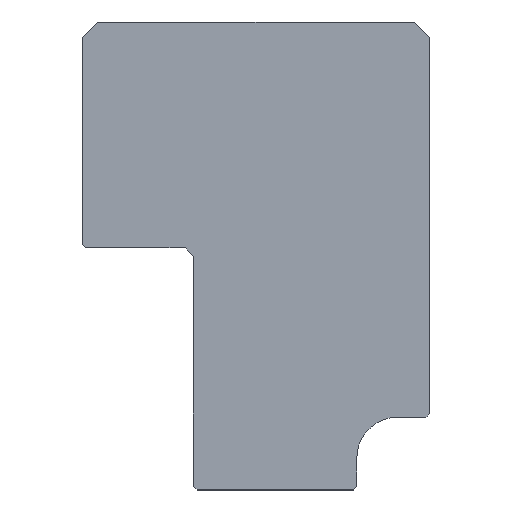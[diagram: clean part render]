
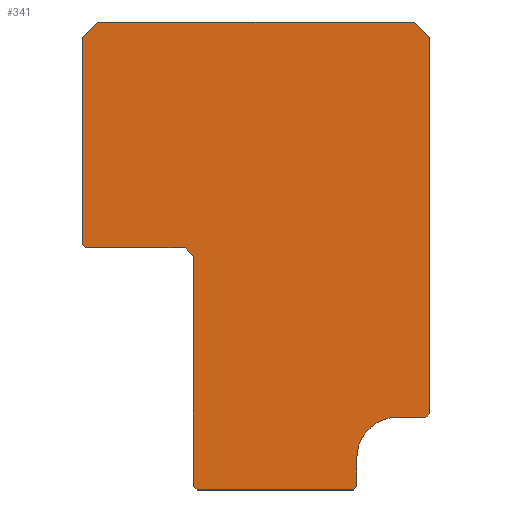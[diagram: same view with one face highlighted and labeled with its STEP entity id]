
A CAD part, top view. The second image highlights one B-rep face of the part: STEP entity #341.
In plain terms, the highlighted planar face has unit normal (0, 0, 1).
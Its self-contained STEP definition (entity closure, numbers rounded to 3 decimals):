
#16=CIRCLE('',#362,5.);
#20=FACE_OUTER_BOUND('',#38,.T.);
#38=EDGE_LOOP('',(#234,#235,#236,#237,#238,#239,#240,#241,#242,#243,#244,
#245,#246,#247,#248,#249));
#54=LINE('',#471,#100);
#58=LINE('',#479,#104);
#61=LINE('',#485,#107);
#62=LINE('',#489,#108);
#63=LINE('',#491,#109);
#64=LINE('',#493,#110);
#65=LINE('',#495,#111);
#66=LINE('',#497,#112);
#67=LINE('',#499,#113);
#68=LINE('',#501,#114);
#69=LINE('',#503,#115);
#70=LINE('',#505,#116);
#71=LINE('',#507,#117);
#72=LINE('',#509,#118);
#73=LINE('',#510,#119);
#100=VECTOR('',#383,10.);
#104=VECTOR('',#389,10.);
#107=VECTOR('',#394,10.);
#108=VECTOR('',#397,10.);
#109=VECTOR('',#398,10.);
#110=VECTOR('',#399,10.);
#111=VECTOR('',#400,10.);
#112=VECTOR('',#401,10.);
#113=VECTOR('',#402,10.);
#114=VECTOR('',#403,10.);
#115=VECTOR('',#404,10.);
#116=VECTOR('',#405,10.);
#117=VECTOR('',#406,10.);
#118=VECTOR('',#407,10.);
#119=VECTOR('',#408,10.);
#146=VERTEX_POINT('',#469);
#147=VERTEX_POINT('',#470);
#150=VERTEX_POINT('',#478);
#152=VERTEX_POINT('',#484);
#153=VERTEX_POINT('',#486);
#154=VERTEX_POINT('',#488);
#155=VERTEX_POINT('',#490);
#156=VERTEX_POINT('',#492);
#157=VERTEX_POINT('',#494);
#158=VERTEX_POINT('',#496);
#159=VERTEX_POINT('',#498);
#160=VERTEX_POINT('',#500);
#161=VERTEX_POINT('',#502);
#162=VERTEX_POINT('',#504);
#163=VERTEX_POINT('',#506);
#164=VERTEX_POINT('',#508);
#178=EDGE_CURVE('',#146,#147,#54,.F.);
#182=EDGE_CURVE('',#150,#147,#58,.T.);
#185=EDGE_CURVE('',#146,#152,#61,.T.);
#186=EDGE_CURVE('',#152,#153,#16,.T.);
#187=EDGE_CURVE('',#153,#154,#62,.T.);
#188=EDGE_CURVE('',#155,#154,#63,.F.);
#189=EDGE_CURVE('',#155,#156,#64,.T.);
#190=EDGE_CURVE('',#156,#157,#65,.T.);
#191=EDGE_CURVE('',#157,#158,#66,.T.);
#192=EDGE_CURVE('',#158,#159,#67,.T.);
#193=EDGE_CURVE('',#159,#160,#68,.T.);
#194=EDGE_CURVE('',#160,#161,#69,.T.);
#195=EDGE_CURVE('',#161,#162,#70,.T.);
#196=EDGE_CURVE('',#163,#162,#71,.F.);
#197=EDGE_CURVE('',#163,#164,#72,.T.);
#198=EDGE_CURVE('',#150,#164,#73,.F.);
#234=ORIENTED_EDGE('',*,*,#178,.F.);
#235=ORIENTED_EDGE('',*,*,#185,.T.);
#236=ORIENTED_EDGE('',*,*,#186,.T.);
#237=ORIENTED_EDGE('',*,*,#187,.T.);
#238=ORIENTED_EDGE('',*,*,#188,.F.);
#239=ORIENTED_EDGE('',*,*,#189,.T.);
#240=ORIENTED_EDGE('',*,*,#190,.T.);
#241=ORIENTED_EDGE('',*,*,#191,.T.);
#242=ORIENTED_EDGE('',*,*,#192,.T.);
#243=ORIENTED_EDGE('',*,*,#193,.T.);
#244=ORIENTED_EDGE('',*,*,#194,.T.);
#245=ORIENTED_EDGE('',*,*,#195,.T.);
#246=ORIENTED_EDGE('',*,*,#196,.F.);
#247=ORIENTED_EDGE('',*,*,#197,.T.);
#248=ORIENTED_EDGE('',*,*,#198,.F.);
#249=ORIENTED_EDGE('',*,*,#182,.T.);
#324=PLANE('',#361);
#341=ADVANCED_FACE('',(#20),#324,.F.);
#361=AXIS2_PLACEMENT_3D('',#483,#392,#393);
#362=AXIS2_PLACEMENT_3D('',#487,#395,#396);
#383=DIRECTION('',(0.707,0.707,0.));
#389=DIRECTION('',(1.,0.,0.));
#392=DIRECTION('center_axis',(0.,0.,-1.));
#393=DIRECTION('ref_axis',(1.,0.,0.));
#394=DIRECTION('',(0.,1.,0.));
#395=DIRECTION('center_axis',(0.,0.,-1.));
#396=DIRECTION('ref_axis',(1.,0.,0.));
#397=DIRECTION('',(1.,0.,0.));
#398=DIRECTION('',(0.707,0.707,0.));
#399=DIRECTION('',(0.,1.,0.));
#400=DIRECTION('',(-0.707,0.707,0.));
#401=DIRECTION('',(-1.,0.,0.));
#402=DIRECTION('',(-0.707,-0.707,0.));
#403=DIRECTION('',(0.,-1.,0.));
#404=DIRECTION('',(0.707,-0.707,0.));
#405=DIRECTION('',(1.,0.,0.));
#406=DIRECTION('',(0.707,-0.707,0.));
#407=DIRECTION('',(0.,-1.,0.));
#408=DIRECTION('',(0.707,-0.707,0.));
#469=CARTESIAN_POINT('',(12.5,-28.543,0.5));
#470=CARTESIAN_POINT('',(12.043,-29.,0.5));
#471=CARTESIAN_POINT('',(16.396,-24.646,0.5));
#478=CARTESIAN_POINT('',(-7.296,-29.,0.5));
#479=CARTESIAN_POINT('',(-4.127,-29.,0.5));
#483=CARTESIAN_POINT('Origin',(0.,0.,0.5));
#484=CARTESIAN_POINT('',(12.5,-25.,0.5));
#485=CARTESIAN_POINT('',(12.5,-14.75,0.5));
#486=CARTESIAN_POINT('',(17.5,-20.,0.5));
#487=CARTESIAN_POINT('Origin',(17.5,-25.,0.5));
#488=CARTESIAN_POINT('',(21.043,-20.,0.5));
#489=CARTESIAN_POINT('',(8.75,-20.,0.5));
#490=CARTESIAN_POINT('',(21.5,-19.543,0.5));
#491=CARTESIAN_POINT('',(20.896,-20.146,0.5));
#492=CARTESIAN_POINT('',(21.5,27.086,0.5));
#493=CARTESIAN_POINT('',(21.5,-10.25,0.5));
#494=CARTESIAN_POINT('',(19.586,29.,0.5));
#495=CARTESIAN_POINT('',(22.97,25.616,0.5));
#496=CARTESIAN_POINT('',(-19.586,29.,0.5));
#497=CARTESIAN_POINT('',(9.896,29.,0.5));
#498=CARTESIAN_POINT('',(-21.5,27.086,0.5));
#499=CARTESIAN_POINT('',(-21.866,26.72,0.5));
#500=CARTESIAN_POINT('',(-21.5,1.414,0.5));
#501=CARTESIAN_POINT('',(-21.5,13.646,0.5));
#502=CARTESIAN_POINT('',(-21.086,1.,0.5));
#503=CARTESIAN_POINT('',(-15.845,-4.241,0.5));
#504=CARTESIAN_POINT('',(-8.796,1.,0.5));
#505=CARTESIAN_POINT('',(-10.646,1.,0.5));
#506=CARTESIAN_POINT('',(-7.753,-0.043,0.5));
#507=CARTESIAN_POINT('',(-6.086,-1.71,0.5));
#508=CARTESIAN_POINT('',(-7.753,-28.543,0.5));
#509=CARTESIAN_POINT('',(-7.753,0.25,0.5));
#510=CARTESIAN_POINT('',(-12.836,-23.46,0.5));
